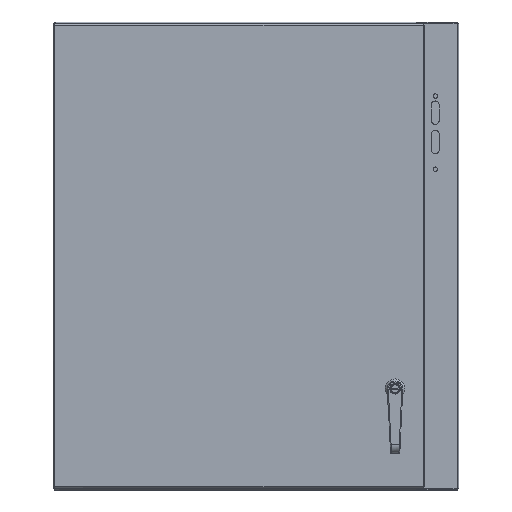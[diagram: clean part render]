
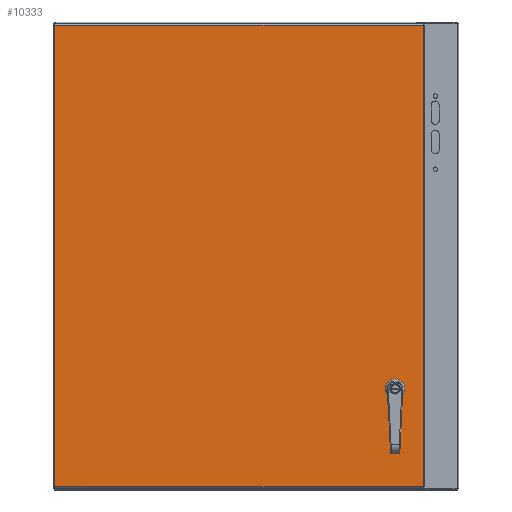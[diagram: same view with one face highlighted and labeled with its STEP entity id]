
A CAD part, top view. The second image highlights one B-rep face of the part: STEP entity #10333.
In plain terms, the highlighted planar face has unit normal (0, 0, 1).
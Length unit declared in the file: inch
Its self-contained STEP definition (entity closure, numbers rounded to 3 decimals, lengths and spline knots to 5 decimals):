
#359 = LINE ( 'NONE', #98302, #30427 ) ;
#1314 = DIRECTION ( 'NONE',  ( 0., 0., 1. ) ) ;
#2094 = AXIS2_PLACEMENT_3D ( 'NONE', #7343, #112875, #32725 ) ;
#2910 = CIRCLE ( 'NONE', #46166, 0.453 ) ;
#3311 = ORIENTED_EDGE ( 'NONE', *, *, #21474, .F. ) ;
#3367 = FACE_BOUND ( 'NONE', #15706, .T. ) ;
#5011 = EDGE_CURVE ( 'NONE', #105655, #26462, #2910, .T. ) ;
#5304 = AXIS2_PLACEMENT_3D ( 'NONE', #72246, #1314, #46534 ) ;
#7343 = CARTESIAN_POINT ( 'NONE',  ( 21.78882, 6.47, 8.88625 ) ) ;
#9418 = CARTESIAN_POINT ( 'NONE',  ( 23.59922, 15., 8.88625 ) ) ;
#10333 = ADVANCED_FACE ( 'NONE', ( #3367, #63800 ), #115700, .F. ) ;
#12139 = CARTESIAN_POINT ( 'NONE',  ( 22.18882, 15., 8.88625 ) ) ;
#12493 = CARTESIAN_POINT ( 'NONE',  ( 21.38882, 6.25738, 8.88625 ) ) ;
#15623 = EDGE_CURVE ( 'NONE', #39490, #45196, #359, .T. ) ;
#15706 = EDGE_LOOP ( 'NONE', ( #105977, #34127, #18654, #87208, #41670, #3311, #39416, #26628 ) ) ;
#16036 = CARTESIAN_POINT ( 'NONE',  ( 21.57619, 6.87, 8.88625 ) ) ;
#18349 = CARTESIAN_POINT ( 'NONE',  ( 21.38882, 6.68262, 8.88625 ) ) ;
#18654 = ORIENTED_EDGE ( 'NONE', *, *, #19383, .F. ) ;
#19048 = DIRECTION ( 'NONE',  ( -1., 0., 0. ) ) ;
#19383 = EDGE_CURVE ( 'NONE', #91550, #105655, #75451, .T. ) ;
#20322 = VECTOR ( 'NONE', #39180, 39.37008 ) ;
#20836 = VERTEX_POINT ( 'NONE', #40350 ) ;
#21474 = EDGE_CURVE ( 'NONE', #44279, #39490, #37897, .T. ) ;
#23920 = CARTESIAN_POINT ( 'NONE',  ( 21.78882, 6.47, 8.88625 ) ) ;
#24387 = CARTESIAN_POINT ( 'NONE',  ( 22.00144, 6.87, 8.88625 ) ) ;
#24828 = EDGE_CURVE ( 'NONE', #75111, #66889, #51053, .T. ) ;
#25351 = CARTESIAN_POINT ( 'NONE',  ( 22.18882, 6.68262, 8.88625 ) ) ;
#26462 = VERTEX_POINT ( 'NONE', #24387 ) ;
#26542 = AXIS2_PLACEMENT_3D ( 'NONE', #72914, #88804, #19048 ) ;
#26628 = ORIENTED_EDGE ( 'NONE', *, *, #78626, .F. ) ;
#27873 = CIRCLE ( 'NONE', #5304, 0.453 ) ;
#30427 = VECTOR ( 'NONE', #98871, 39.37008 ) ;
#32725 = DIRECTION ( 'NONE',  ( -1., 0., 0. ) ) ;
#33328 = VECTOR ( 'NONE', #91191, 39.37008 ) ;
#34127 = ORIENTED_EDGE ( 'NONE', *, *, #5011, .F. ) ;
#35187 = DIRECTION ( 'NONE',  ( 0., -1., 0. ) ) ;
#36687 = VECTOR ( 'NONE', #76830, 39.37008 ) ;
#37794 = EDGE_LOOP ( 'NONE', ( #87924, #93480, #88254, #43439 ) ) ;
#37897 = CIRCLE ( 'NONE', #67805, 0.453 ) ;
#38027 = DIRECTION ( 'NONE',  ( 1., 0., 0. ) ) ;
#39180 = DIRECTION ( 'NONE',  ( 0., 1., 0. ) ) ;
#39416 = ORIENTED_EDGE ( 'NONE', *, *, #62117, .F. ) ;
#39490 = VERTEX_POINT ( 'NONE', #98303 ) ;
#40350 = CARTESIAN_POINT ( 'NONE',  ( 23.59922, 29.7854, 8.88625 ) ) ;
#40504 = DIRECTION ( 'NONE',  ( 0., 0., 1. ) ) ;
#40590 = VECTOR ( 'NONE', #65154, 39.37008 ) ;
#41613 = VERTEX_POINT ( 'NONE', #91430 ) ;
#41670 = ORIENTED_EDGE ( 'NONE', *, *, #15623, .F. ) ;
#43439 = ORIENTED_EDGE ( 'NONE', *, *, #107593, .F. ) ;
#44279 = VERTEX_POINT ( 'NONE', #12493 ) ;
#45196 = VERTEX_POINT ( 'NONE', #54679 ) ;
#46166 = AXIS2_PLACEMENT_3D ( 'NONE', #23920, #59606, #113516 ) ;
#46203 = CARTESIAN_POINT ( 'NONE',  ( -0.03408, 0.2146, 8.88625 ) ) ;
#46534 = DIRECTION ( 'NONE',  ( -1., 0., 0. ) ) ;
#46546 = LINE ( 'NONE', #55301, #113917 ) ;
#47277 = CARTESIAN_POINT ( 'NONE',  ( 11.78257, 6.87, 8.88625 ) ) ;
#49317 = CARTESIAN_POINT ( 'NONE',  ( 23.59922, 0.2146, 8.88625 ) ) ;
#50426 = DIRECTION ( 'NONE',  ( -1., 0., 0. ) ) ;
#51053 = LINE ( 'NONE', #102638, #36687 ) ;
#54679 = CARTESIAN_POINT ( 'NONE',  ( 22.00144, 6.07, 8.88625 ) ) ;
#55301 = CARTESIAN_POINT ( 'NONE',  ( -0.03408, 15., 8.88625 ) ) ;
#55459 = LINE ( 'NONE', #47277, #33328 ) ;
#55599 = LINE ( 'NONE', #92469, #76937 ) ;
#56596 = EDGE_CURVE ( 'NONE', #41613, #20836, #55599, .T. ) ;
#59606 = DIRECTION ( 'NONE',  ( 0., 0., 1. ) ) ;
#62117 = EDGE_CURVE ( 'NONE', #76236, #44279, #96080, .T. ) ;
#63800 = FACE_OUTER_BOUND ( 'NONE', #37794, .T. ) ;
#65154 = DIRECTION ( 'NONE',  ( 0., -1., 0. ) ) ;
#65235 = DIRECTION ( 'NONE',  ( 0., 1., 0. ) ) ;
#66889 = VERTEX_POINT ( 'NONE', #46203 ) ;
#67805 = AXIS2_PLACEMENT_3D ( 'NONE', #83882, #40504, #50426 ) ;
#72246 = CARTESIAN_POINT ( 'NONE',  ( 21.78882, 6.47, 8.88625 ) ) ;
#72914 = CARTESIAN_POINT ( 'NONE',  ( 11.78257, 15., 8.88625 ) ) ;
#75111 = VERTEX_POINT ( 'NONE', #49317 ) ;
#75451 = LINE ( 'NONE', #12139, #20322 ) ;
#76236 = VERTEX_POINT ( 'NONE', #18349 ) ;
#76830 = DIRECTION ( 'NONE',  ( -1., 0., 0. ) ) ;
#76937 = VECTOR ( 'NONE', #38027, 39.37008 ) ;
#78626 = EDGE_CURVE ( 'NONE', #87668, #76236, #93810, .T. ) ;
#83882 = CARTESIAN_POINT ( 'NONE',  ( 21.78882, 6.47, 8.88625 ) ) ;
#87208 = ORIENTED_EDGE ( 'NONE', *, *, #88987, .F. ) ;
#87668 = VERTEX_POINT ( 'NONE', #16036 ) ;
#87924 = ORIENTED_EDGE ( 'NONE', *, *, #24828, .F. ) ;
#88254 = ORIENTED_EDGE ( 'NONE', *, *, #56596, .F. ) ;
#88336 = EDGE_CURVE ( 'NONE', #26462, #87668, #55459, .T. ) ;
#88804 = DIRECTION ( 'NONE',  ( 0., 0., -1. ) ) ;
#88987 = EDGE_CURVE ( 'NONE', #45196, #91550, #27873, .T. ) ;
#90951 = LINE ( 'NONE', #9418, #40590 ) ;
#91191 = DIRECTION ( 'NONE',  ( -1., 0., 0. ) ) ;
#91430 = CARTESIAN_POINT ( 'NONE',  ( -0.03408, 29.7854, 8.88625 ) ) ;
#91550 = VERTEX_POINT ( 'NONE', #109794 ) ;
#92469 = CARTESIAN_POINT ( 'NONE',  ( 11.78257, 29.7854, 8.88625 ) ) ;
#93267 = EDGE_CURVE ( 'NONE', #20836, #75111, #90951, .T. ) ;
#93480 = ORIENTED_EDGE ( 'NONE', *, *, #93267, .F. ) ;
#93810 = CIRCLE ( 'NONE', #2094, 0.453 ) ;
#96080 = LINE ( 'NONE', #115350, #102518 ) ;
#98302 = CARTESIAN_POINT ( 'NONE',  ( 11.78257, 6.07, 8.88625 ) ) ;
#98303 = CARTESIAN_POINT ( 'NONE',  ( 21.57619, 6.07, 8.88625 ) ) ;
#98871 = DIRECTION ( 'NONE',  ( 1., 0., 0. ) ) ;
#102518 = VECTOR ( 'NONE', #35187, 39.37008 ) ;
#102638 = CARTESIAN_POINT ( 'NONE',  ( 11.78257, 0.2146, 8.88625 ) ) ;
#105655 = VERTEX_POINT ( 'NONE', #25351 ) ;
#105977 = ORIENTED_EDGE ( 'NONE', *, *, #88336, .F. ) ;
#107593 = EDGE_CURVE ( 'NONE', #66889, #41613, #46546, .T. ) ;
#109794 = CARTESIAN_POINT ( 'NONE',  ( 22.18882, 6.25738, 8.88625 ) ) ;
#112875 = DIRECTION ( 'NONE',  ( 0., 0., 1. ) ) ;
#113516 = DIRECTION ( 'NONE',  ( -1., 0., 0. ) ) ;
#113917 = VECTOR ( 'NONE', #65235, 39.37008 ) ;
#115350 = CARTESIAN_POINT ( 'NONE',  ( 21.38882, 15., 8.88625 ) ) ;
#115700 = PLANE ( 'NONE',  #26542 ) ;
